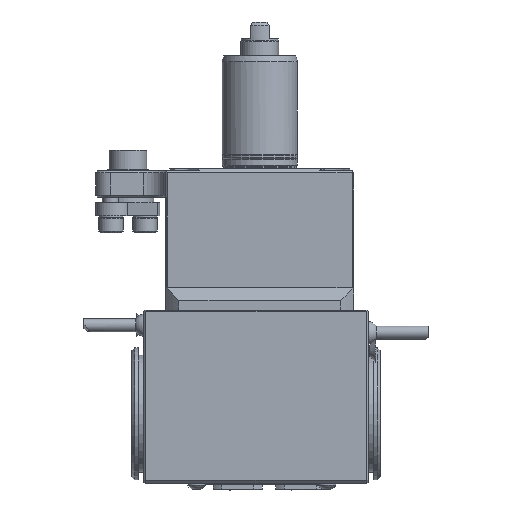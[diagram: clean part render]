
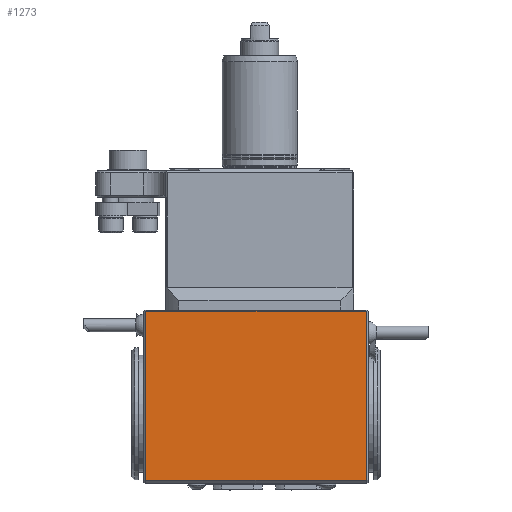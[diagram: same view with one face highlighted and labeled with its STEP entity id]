
A CAD part, front view. The second image highlights one B-rep face of the part: STEP entity #1273.
In plain terms, the highlighted planar face has unit normal (0, -1, 0).
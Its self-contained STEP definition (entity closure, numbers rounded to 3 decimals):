
#185=LINE('',#8273,#479);
#189=LINE('',#8305,#483);
#202=LINE('',#8331,#496);
#203=LINE('',#8333,#497);
#479=VECTOR('',#6111,1.);
#483=VECTOR('',#6155,1.);
#496=VECTOR('',#6178,1.);
#497=VECTOR('',#6181,1.);
#1273=ADVANCED_FACE('',(#1690),#1502,.T.);
#1502=PLANE('',#5196);
#1690=FACE_OUTER_BOUND('',#2026,.T.);
#2026=EDGE_LOOP('',(#2832,#2833,#2834,#2835));
#2832=ORIENTED_EDGE('',*,*,#4302,.T.);
#2833=ORIENTED_EDGE('',*,*,#4303,.T.);
#2834=ORIENTED_EDGE('',*,*,#4289,.T.);
#2835=ORIENTED_EDGE('',*,*,#4275,.T.);
#3726=VERTEX_POINT('',#8214);
#3745=VERTEX_POINT('',#8270);
#3754=VERTEX_POINT('',#8306);
#3761=VERTEX_POINT('',#8330);
#4275=EDGE_CURVE('',#3726,#3745,#185,.T.);
#4289=EDGE_CURVE('',#3754,#3726,#189,.T.);
#4302=EDGE_CURVE('',#3745,#3761,#202,.T.);
#4303=EDGE_CURVE('',#3761,#3754,#203,.T.);
#5196=AXIS2_PLACEMENT_3D('',#8334,#6182,#6183);
#6111=DIRECTION('',(1.,0.,0.));
#6155=DIRECTION('',(0.,0.,-1.));
#6178=DIRECTION('',(0.,0.,1.));
#6181=DIRECTION('',(-1.,0.,0.));
#6182=DIRECTION('',(0.,-1.,0.));
#6183=DIRECTION('',(-1.,0.,0.));
#8214=CARTESIAN_POINT('',(-60.5,-44.,-165.3));
#8270=CARTESIAN_POINT('',(56.5,-44.,-165.3));
#8273=CARTESIAN_POINT('',(-61.5,-44.,-165.3));
#8305=CARTESIAN_POINT('',(-60.5,-44.,-167.3));
#8306=CARTESIAN_POINT('',(-60.5,-44.,-75.5));
#8330=CARTESIAN_POINT('',(56.5,-44.,-75.5));
#8331=CARTESIAN_POINT('',(56.5,-44.,-167.3));
#8333=CARTESIAN_POINT('',(-60.5,-44.,-75.5));
#8334=CARTESIAN_POINT('',(-61.5,-44.,-167.3));
